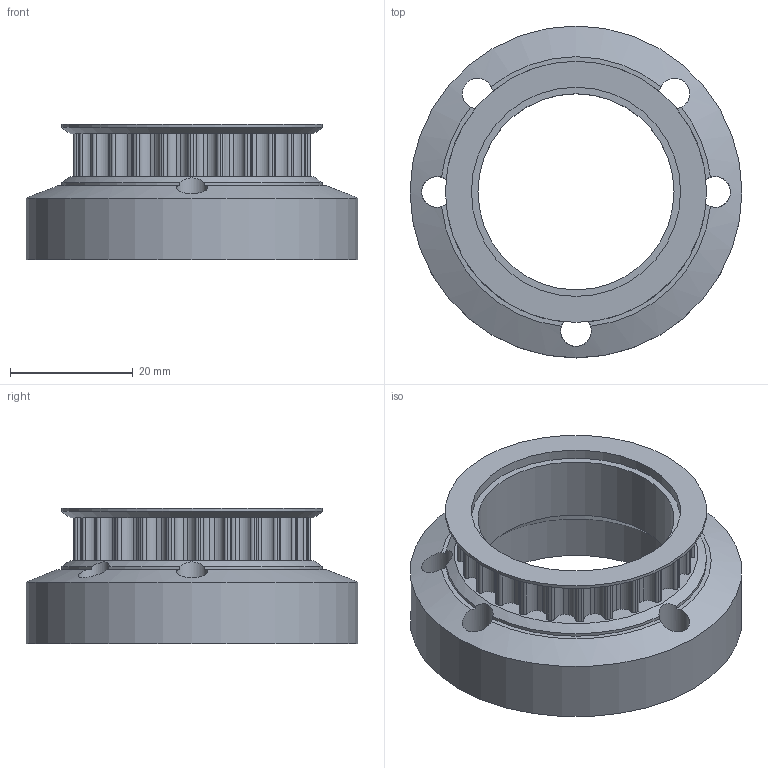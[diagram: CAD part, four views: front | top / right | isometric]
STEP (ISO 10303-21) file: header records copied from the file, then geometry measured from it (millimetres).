
FILE_DESCRIPTION(/* description */ ('STEP AP242','CAx-IF Rec.Pracs.---Representation and Presentation of Product Manufacturing Information (PMI)---4.0---2014-10-13','CAx-IF Rec.Pracs.---3D Tessellated Geometry---0.4---2014-09-14','2;1'),/* implementation_level */ '2;1');
FILE_NAME(/* name */ '667da4c8c927d7604d428d40',/* time_stamp */ '2024-06-27T17:43:37Z',/* author */ (''),/* organization */ (''),/* preprocessor_version */ 'ST-DEVELOPER v20',/* originating_system */ ' ',/* authorisation */ ' ');
FILE_SCHEMA (('AP242_MANAGED_MODEL_BASED_3D_ENGINEERING_MIM_LF { 1 0 10303 442 1 1 4 }'));
Length unit declared in the file: metre
Products named in the file (1): HTD-5mm-25T-Pulley
Bounding box: 54 x 54 x 22 mm (x, y, z)
Volume: 16653.6 mm3; surface area: 9829.9 mm2
Topology: 1 solids, 1 shells, 189 faces, 552 edges, 363 vertices
Faces by surface type: cylinder 170, plane 10, cone 9
Full cylindrical faces by diameter (mm): 5 x5, 5.7 x5, 31.902 x1, 34.036 x1, 37 x1, 42.502 x1, 54 x1
Entity records: 6380 total; most frequent: DIRECTION 1244, CARTESIAN_POINT 1139, ORIENTED_EDGE 1044, AXIS2_PLACEMENT_3D 542, EDGE_CURVE 522, VERTEX_POINT 357, CIRCLE 352, EDGE_LOOP 223
